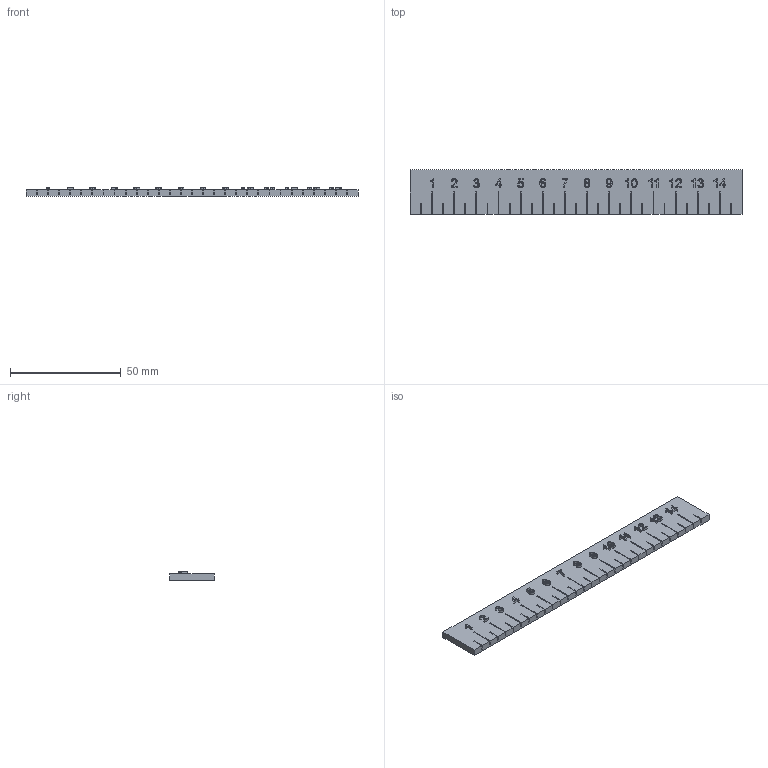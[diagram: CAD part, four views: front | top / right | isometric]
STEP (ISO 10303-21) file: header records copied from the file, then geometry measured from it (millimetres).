
FILE_DESCRIPTION(/* description */ (''),/* implementation_level */ '2;1');
FILE_NAME(/* name */ 'ruler.step',/* time_stamp */ '2025-12-19T11:27:18+05:30',/* author */ (''),/* organization */ (''),/* preprocessor_version */ 'ST-DEVELOPER v20.1',/* originating_system */ 'Autodesk Translation Framework v14.21.0.0',/* authorisation */ '');
FILE_SCHEMA (('AUTOMOTIVE_DESIGN { 1 0 10303 214 3 1 1 }'));
Length unit declared in the file: millimetre
Products named in the file (1): 2025-12-18-16-02-23-453
Bounding box: 150 x 20 x 4 mm (x, y, z)
Volume: 8783.3 mm3; surface area: 8384.6 mm2
Topology: 1 solids, 1 shells, 609 faces, 1732 edges, 1146 vertices
Faces by surface type: bspline 310, plane 299
Entity records: 22518 total; most frequent: CARTESIAN_POINT 8815, ORIENTED_EDGE 3464, EDGE_CURVE 1732, DIRECTION 1693, VERTEX_POINT 1146, LINE 1093, VECTOR 1093, EDGE_LOOP 644
